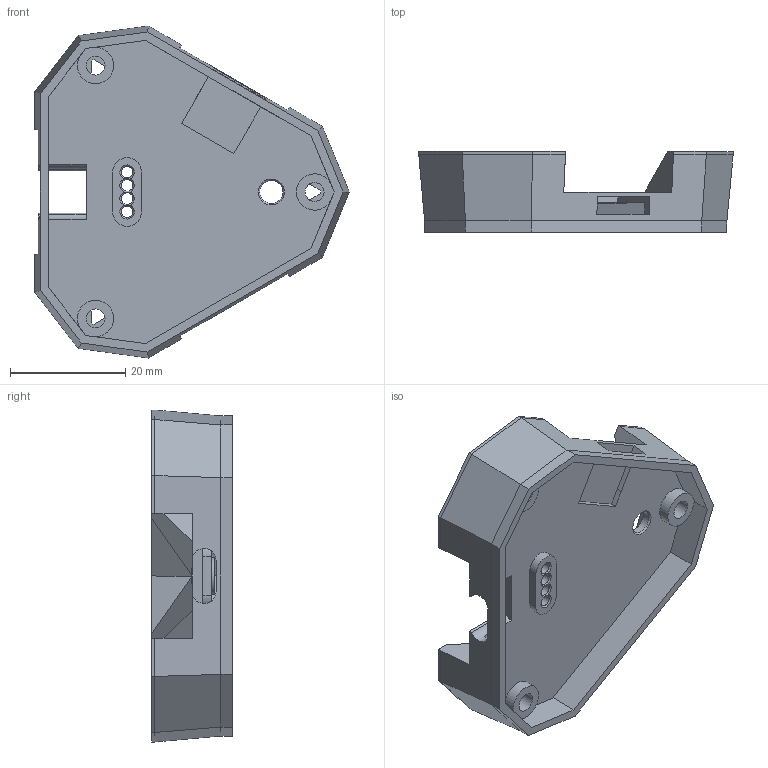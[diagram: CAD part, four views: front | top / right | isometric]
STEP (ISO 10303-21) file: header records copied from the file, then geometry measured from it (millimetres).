
FILE_DESCRIPTION(/* description */ (''),/* implementation_level */ '2;1');
FILE_NAME(/* name */ 'Base Station V2.step',/* time_stamp */ '2024-06-08T11:34:28-07:00',/* author */ ('User'),/* organization */ (''),/* preprocessor_version */ 'ST-DEVELOPER v18.1',/* originating_system */ 'Autodesk Inventor 2021',/* authorisation */ '');
FILE_SCHEMA (('AUTOMOTIVE_DESIGN { 1 0 10303 214 3 1 1 }'));
Length unit declared in the file: millimetre
Products named in the file (1): rough base test
Bounding box: 54.45 x 14 x 57.51 mm (x, y, z)
Volume: 7994.8 mm3; surface area: 7889 mm2
Topology: 1 solids, 1 shells, 113 faces, 349 edges, 228 vertices
Faces by surface type: plane 86, cylinder 17, cone 6, torus 4
Full cylindrical faces by diameter (mm): 2 x4, 3.3 x3, 4 x1
Entity records: 4026 total; most frequent: CARTESIAN_POINT 772, ORIENTED_EDGE 698, DIRECTION 659, EDGE_CURVE 349, LINE 249, VECTOR 249, VERTEX_POINT 228, AXIS2_PLACEMENT_3D 205
